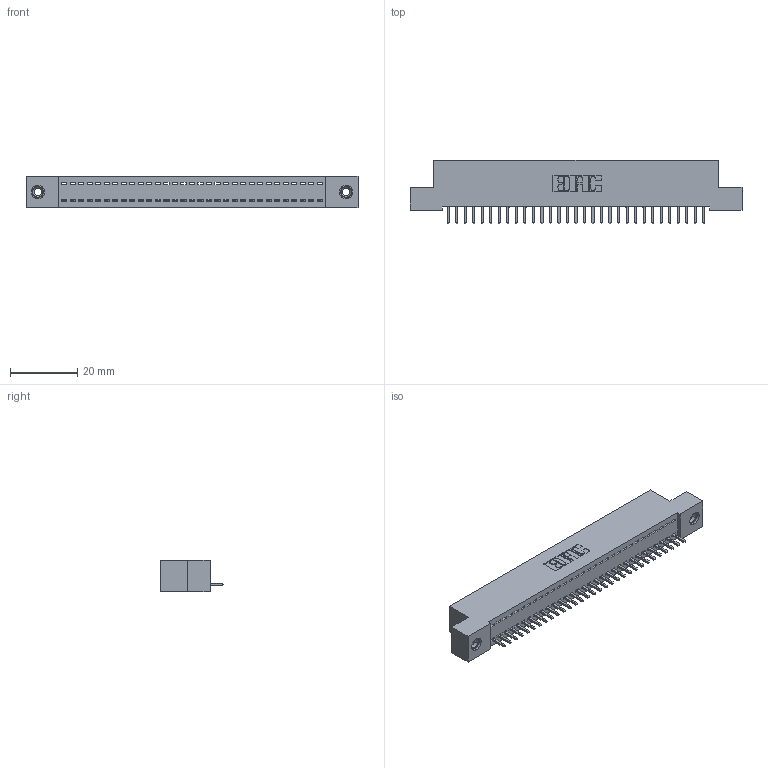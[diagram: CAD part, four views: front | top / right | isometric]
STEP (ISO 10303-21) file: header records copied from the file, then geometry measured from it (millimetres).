
FILE_DESCRIPTION (( 'STEP AP203' ), '1' );
FILE_NAME ('392-031-521-108.STEP', '2018-08-15T23:08:01', ( '' ), ( '' ), 'SwSTEP 2.0', 'SolidWorks 2016', '' );
FILE_SCHEMA (( 'CONFIG_CONTROL_DESIGN' ));
Length unit declared in the file: inch
Products named in the file (4): 342 Part_TI; 345-292-001_345-293-121; 345-250-001_345-250-003-102; 392-031-521-108
Assembly tree (34 placements, depth 2):
  392-031-521-108
    342 Part_TI
    345-292-001_345-293-121  x31
    345-250-001_345-250-003-102  x2
Bounding box: 99.06 x 19.06 x 9.4 mm (x, y, z)
Volume: 8551.2 mm3; surface area: 12030.9 mm2
Topology: 34 solids, 34 shells, 1968 faces, 5891 edges, 3878 vertices
Faces by surface type: plane 1400, cylinder 552, cone 12, torus 4
Entity records: 21446 total; most frequent: CARTESIAN_POINT 3682, ORIENTED_EDGE 3642, DIRECTION 3161, EDGE_CURVE 1821, VECTOR 1673, LINE 1673, VERTEX_POINT 1208, AXIS2_PLACEMENT_3D 744
